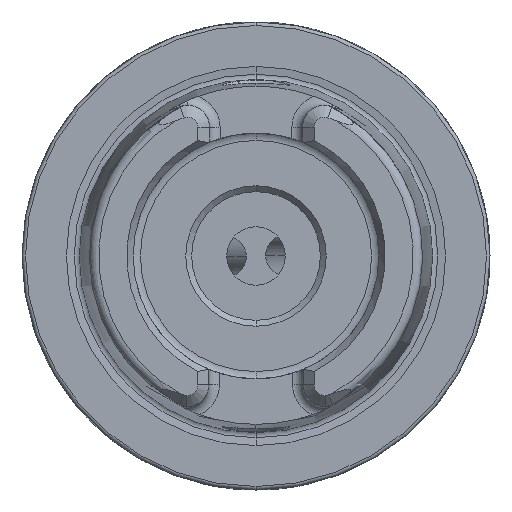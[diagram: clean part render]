
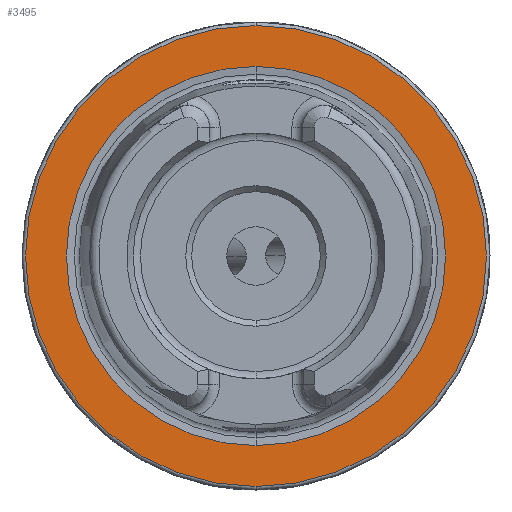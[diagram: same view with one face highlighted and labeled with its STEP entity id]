
A CAD part, left-side view. The second image highlights one B-rep face of the part: STEP entity #3495.
In plain terms, the highlighted planar face has unit normal (-1, 0, 0).
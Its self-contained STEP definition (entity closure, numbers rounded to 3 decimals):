
#388 = ORIENTED_EDGE ( 'NONE', *, *, #16362, .T. ) ;
#693 = DIRECTION ( 'NONE',  ( -1., 0., 0. ) ) ;
#1125 = CARTESIAN_POINT ( 'NONE',  ( 0., 0., -19.7 ) ) ;
#1268 = EDGE_CURVE ( 'NONE', #4275, #10552, #11601, .T. ) ;
#1550 = CARTESIAN_POINT ( 'NONE',  ( 0., 0., 19.7 ) ) ;
#1843 = DIRECTION ( 'NONE',  ( 0., 0., 1. ) ) ;
#2059 = CARTESIAN_POINT ( 'NONE',  ( 0., 19.7, 0. ) ) ;
#2412 = CARTESIAN_POINT ( 'NONE',  ( 0., 0., 0. ) ) ;
#2684 = CIRCLE ( 'NONE', #16903, 19.7 ) ;
#2830 = EDGE_CURVE ( 'NONE', #10552, #4275, #16015, .T. ) ;
#3055 = DIRECTION ( 'NONE',  ( -1., 0., 0. ) ) ;
#3217 = CARTESIAN_POINT ( 'NONE',  ( 0., 0., 0. ) ) ;
#3359 = AXIS2_PLACEMENT_3D ( 'NONE', #2412, #11563, #3855 ) ;
#3392 = DIRECTION ( 'NONE',  ( 1., 0., 0. ) ) ;
#3495 = ADVANCED_FACE ( 'NONE', ( #16812, #5521 ), #7330, .F. ) ;
#3855 = DIRECTION ( 'NONE',  ( 0., 0., 1. ) ) ;
#4275 = VERTEX_POINT ( 'NONE', #15681 ) ;
#4600 = CARTESIAN_POINT ( 'NONE',  ( 0., 0., 0. ) ) ;
#5521 = FACE_OUTER_BOUND ( 'NONE', #10599, .T. ) ;
#5737 = CARTESIAN_POINT ( 'NONE',  ( 0., 0., 0. ) ) ;
#6026 = ORIENTED_EDGE ( 'NONE', *, *, #2830, .F. ) ;
#7330 = PLANE ( 'NONE',  #10871 ) ;
#7577 = EDGE_CURVE ( 'NONE', #11053, #10773, #16436, .T. ) ;
#8547 = AXIS2_PLACEMENT_3D ( 'NONE', #5737, #3055, #13415 ) ;
#9478 = ORIENTED_EDGE ( 'NONE', *, *, #7577, .T. ) ;
#10035 = EDGE_LOOP ( 'NONE', ( #6026, #10962 ) ) ;
#10136 = CARTESIAN_POINT ( 'NONE',  ( 0., 0., 16.207 ) ) ;
#10552 = VERTEX_POINT ( 'NONE', #10136 ) ;
#10599 = EDGE_LOOP ( 'NONE', ( #388, #9478 ) ) ;
#10773 = VERTEX_POINT ( 'NONE', #1550 ) ;
#10871 = AXIS2_PLACEMENT_3D ( 'NONE', #2059, #3392, #16510 ) ;
#10962 = ORIENTED_EDGE ( 'NONE', *, *, #1268, .F. ) ;
#11000 = DIRECTION ( 'NONE',  ( -1., 0., 0. ) ) ;
#11053 = VERTEX_POINT ( 'NONE', #1125 ) ;
#11563 = DIRECTION ( 'NONE',  ( -1., 0., 0. ) ) ;
#11601 = CIRCLE ( 'NONE', #3359, 16.207 ) ;
#13415 = DIRECTION ( 'NONE',  ( 0., 0., 1. ) ) ;
#13568 = DIRECTION ( 'NONE',  ( 0., 0., 1. ) ) ;
#15681 = CARTESIAN_POINT ( 'NONE',  ( 0., 0., -16.207 ) ) ;
#16015 = CIRCLE ( 'NONE', #8547, 16.207 ) ;
#16362 = EDGE_CURVE ( 'NONE', #10773, #11053, #2684, .T. ) ;
#16436 = CIRCLE ( 'NONE', #16778, 19.7 ) ;
#16510 = DIRECTION ( 'NONE',  ( 0., 0., -1. ) ) ;
#16778 = AXIS2_PLACEMENT_3D ( 'NONE', #3217, #693, #1843 ) ;
#16812 = FACE_BOUND ( 'NONE', #10035, .T. ) ;
#16903 = AXIS2_PLACEMENT_3D ( 'NONE', #4600, #11000, #13568 ) ;
